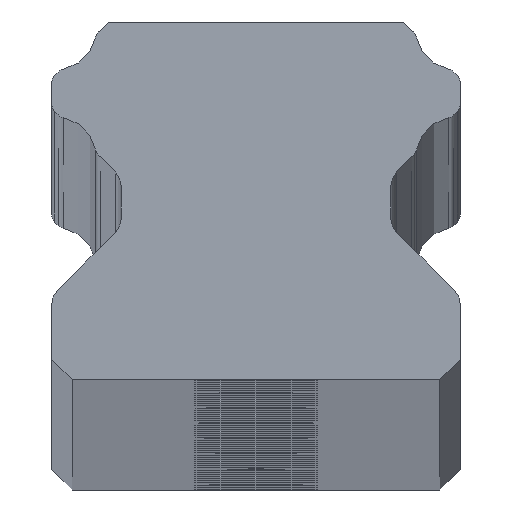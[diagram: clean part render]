
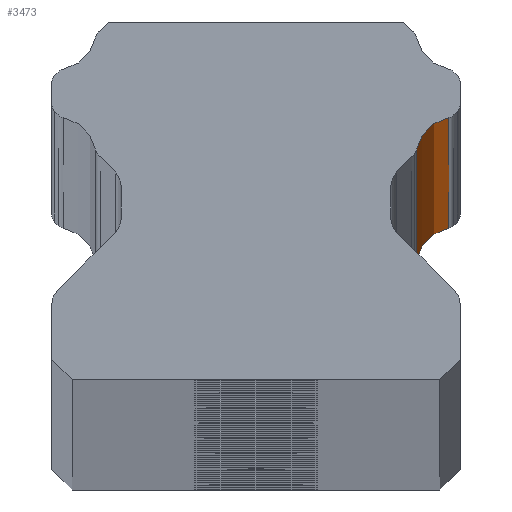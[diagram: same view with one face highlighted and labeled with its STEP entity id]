
A CAD part, top view. The second image highlights one B-rep face of the part: STEP entity #3473.
In plain terms, the highlighted cylindrical face has radius 2 mm (diameter 4 mm), a partial arc.
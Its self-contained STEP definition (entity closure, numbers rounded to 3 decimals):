
#61 = DIRECTION ( 'NONE',  ( -1., 0., 0. ) ) ;
#195 = ORIENTED_EDGE ( 'NONE', *, *, #4738, .F. ) ;
#396 = CARTESIAN_POINT ( 'NONE',  ( 7.847, -2.767, 1550. ) ) ;
#591 = LINE ( 'NONE', #3952, #8653 ) ;
#631 = ORIENTED_EDGE ( 'NONE', *, *, #7648, .T. ) ;
#1375 = CARTESIAN_POINT ( 'NONE',  ( 9.811, -3.146, 1550. ) ) ;
#1504 = VERTEX_POINT ( 'NONE', #2735 ) ;
#1994 = CIRCLE ( 'NONE', #9242, 2. ) ;
#2114 = VECTOR ( 'NONE', #3376, 1000. ) ;
#2528 = CARTESIAN_POINT ( 'NONE',  ( 7.847, -2.767, -1550. ) ) ;
#2556 = EDGE_CURVE ( 'NONE', #4529, #4544, #1994, .T. ) ;
#2735 = CARTESIAN_POINT ( 'NONE',  ( 9.432, -1.182, 1550. ) ) ;
#2876 = ORIENTED_EDGE ( 'NONE', *, *, #8549, .F. ) ;
#3376 = DIRECTION ( 'NONE',  ( 0., 0., -1. ) ) ;
#3473 = ADVANCED_FACE ( 'NONE', ( #7500 ), #4024, .F. ) ;
#3477 = DIRECTION ( 'NONE',  ( -1., 0., 0. ) ) ;
#3952 = CARTESIAN_POINT ( 'NONE',  ( 9.432, -1.182, 1550. ) ) ;
#4003 = VERTEX_POINT ( 'NONE', #6061 ) ;
#4024 = CYLINDRICAL_SURFACE ( 'NONE', #4233, 2. ) ;
#4233 = AXIS2_PLACEMENT_3D ( 'NONE', #5126, #6548, #61 ) ;
#4443 = DIRECTION ( 'NONE',  ( -1., 0., 0. ) ) ;
#4529 = VERTEX_POINT ( 'NONE', #2528 ) ;
#4544 = VERTEX_POINT ( 'NONE', #8395 ) ;
#4738 = EDGE_CURVE ( 'NONE', #4003, #1504, #5014, .T. ) ;
#4911 = AXIS2_PLACEMENT_3D ( 'NONE', #1375, #6534, #3477 ) ;
#4972 = ORIENTED_EDGE ( 'NONE', *, *, #2556, .T. ) ;
#5014 = CIRCLE ( 'NONE', #4911, 2. ) ;
#5126 = CARTESIAN_POINT ( 'NONE',  ( 9.811, -3.146, 1550. ) ) ;
#5908 = LINE ( 'NONE', #396, #2114 ) ;
#6061 = CARTESIAN_POINT ( 'NONE',  ( 7.847, -2.767, 1550. ) ) ;
#6121 = DIRECTION ( 'NONE',  ( 0., 0., -1. ) ) ;
#6534 = DIRECTION ( 'NONE',  ( 0., 0., -1. ) ) ;
#6548 = DIRECTION ( 'NONE',  ( 0., 0., -1. ) ) ;
#7500 = FACE_OUTER_BOUND ( 'NONE', #8701, .T. ) ;
#7648 = EDGE_CURVE ( 'NONE', #4003, #4529, #5908, .T. ) ;
#8156 = DIRECTION ( 'NONE',  ( 0., 0., -1. ) ) ;
#8395 = CARTESIAN_POINT ( 'NONE',  ( 9.432, -1.182, -1550. ) ) ;
#8549 = EDGE_CURVE ( 'NONE', #1504, #4544, #591, .T. ) ;
#8653 = VECTOR ( 'NONE', #6121, 1000. ) ;
#8701 = EDGE_LOOP ( 'NONE', ( #4972, #2876, #195, #631 ) ) ;
#8838 = CARTESIAN_POINT ( 'NONE',  ( 9.811, -3.146, -1550. ) ) ;
#9242 = AXIS2_PLACEMENT_3D ( 'NONE', #8838, #8156, #4443 ) ;
